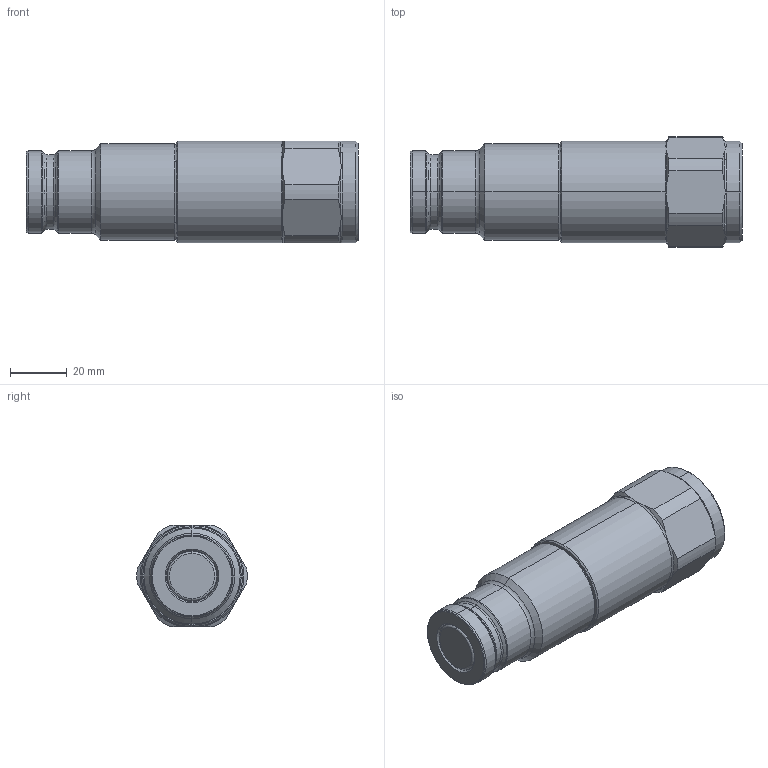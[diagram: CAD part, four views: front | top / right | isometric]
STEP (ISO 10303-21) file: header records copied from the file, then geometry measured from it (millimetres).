
FILE_DESCRIPTION (( 'STEP AP214' ), '1' );
FILE_NAME ('FF5021 C.STEP', '2015-08-31T13:57:31', ( 'admin' ), ( 'Microsoft' ), 'SwSTEP 2.0', 'SolidWorks 2009', '' );
FILE_SCHEMA (( 'AUTOMOTIVE_DESIGN' ));
Length unit declared in the file: millimetre
Products named in the file (1): FF5021 C
Bounding box: 117.35 x 38.96 x 36 mm (x, y, z)
Volume: 104157.3 mm3; surface area: 16208.8 mm2
Topology: 1 solids, 1 shells, 95 faces, 214 edges, 126 vertices
Faces by surface type: cone 34, cylinder 26, torus 22, plane 13
Entity records: 2815 total; most frequent: CARTESIAN_POINT 660, DIRECTION 486, ORIENTED_EDGE 428, AXIS2_PLACEMENT_3D 216, EDGE_CURVE 214, VERTEX_POINT 126, CIRCLE 120, EDGE_LOOP 100
